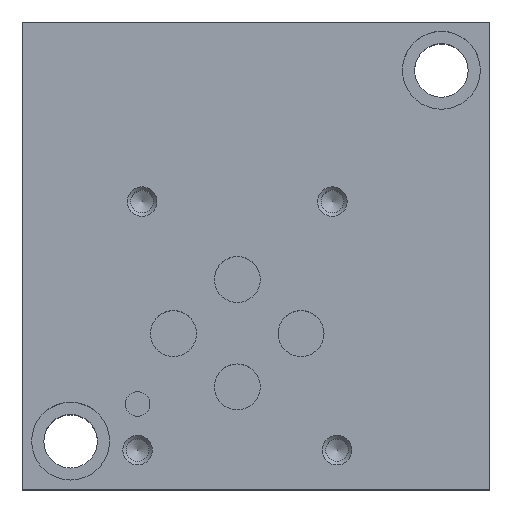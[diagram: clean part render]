
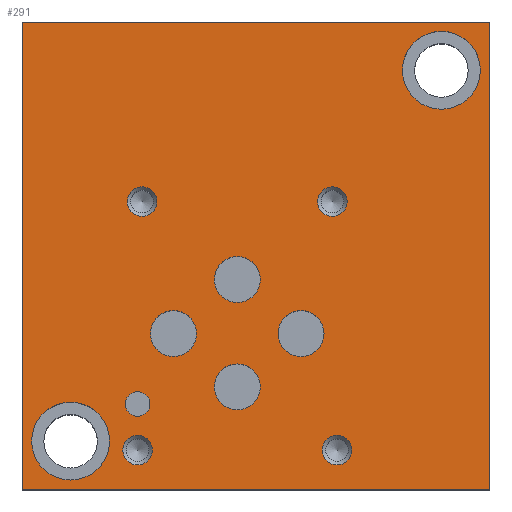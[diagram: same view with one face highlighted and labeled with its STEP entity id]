
A CAD part, top view. The second image highlights one B-rep face of the part: STEP entity #291.
In plain terms, the highlighted planar face has unit normal (0, 0, 1).
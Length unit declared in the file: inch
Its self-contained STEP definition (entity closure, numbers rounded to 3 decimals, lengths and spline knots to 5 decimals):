
#291 = ADVANCED_FACE( '', ( #809, #810, #811, #812, #813, #814, #815, #816, #817, #818, #819, #820 ), #821, .F. );
#809 = FACE_BOUND( '', #1628, .T. );
#810 = FACE_BOUND( '', #1629, .T. );
#811 = FACE_BOUND( '', #1630, .T. );
#812 = FACE_BOUND( '', #1631, .T. );
#813 = FACE_BOUND( '', #1632, .T. );
#814 = FACE_BOUND( '', #1633, .T. );
#815 = FACE_BOUND( '', #1634, .T. );
#816 = FACE_BOUND( '', #1635, .T. );
#817 = FACE_BOUND( '', #1636, .T. );
#818 = FACE_BOUND( '', #1637, .T. );
#819 = FACE_BOUND( '', #1638, .T. );
#820 = FACE_OUTER_BOUND( '', #1639, .T. );
#821 = PLANE( '', #1640 );
#1628 = EDGE_LOOP( '', ( #2509 ) );
#1629 = EDGE_LOOP( '', ( #2510 ) );
#1630 = EDGE_LOOP( '', ( #2511 ) );
#1631 = EDGE_LOOP( '', ( #2512 ) );
#1632 = EDGE_LOOP( '', ( #2513 ) );
#1633 = EDGE_LOOP( '', ( #2514 ) );
#1634 = EDGE_LOOP( '', ( #2515 ) );
#1635 = EDGE_LOOP( '', ( #2516 ) );
#1636 = EDGE_LOOP( '', ( #2517 ) );
#1637 = EDGE_LOOP( '', ( #2518 ) );
#1638 = EDGE_LOOP( '', ( #2519 ) );
#1639 = EDGE_LOOP( '', ( #2520, #2521, #2522, #2523 ) );
#1640 = AXIS2_PLACEMENT_3D( '', #2524, #2525, #2526 );
#2509 = ORIENTED_EDGE( '', *, *, #4546, .T. );
#2510 = ORIENTED_EDGE( '', *, *, #4547, .T. );
#2511 = ORIENTED_EDGE( '', *, *, #4548, .F. );
#2512 = ORIENTED_EDGE( '', *, *, #4549, .F. );
#2513 = ORIENTED_EDGE( '', *, *, #4550, .F. );
#2514 = ORIENTED_EDGE( '', *, *, #4551, .F. );
#2515 = ORIENTED_EDGE( '', *, *, #4552, .F. );
#2516 = ORIENTED_EDGE( '', *, *, #4553, .F. );
#2517 = ORIENTED_EDGE( '', *, *, #4554, .F. );
#2518 = ORIENTED_EDGE( '', *, *, #4555, .F. );
#2519 = ORIENTED_EDGE( '', *, *, #4556, .F. );
#2520 = ORIENTED_EDGE( '', *, *, #4557, .T. );
#2521 = ORIENTED_EDGE( '', *, *, #4558, .F. );
#2522 = ORIENTED_EDGE( '', *, *, #4559, .F. );
#2523 = ORIENTED_EDGE( '', *, *, #4560, .T. );
#2524 = CARTESIAN_POINT( '', ( 3., 3., 2.25 ) );
#2525 = DIRECTION( '', ( 0., 0., -1. ) );
#2526 = DIRECTION( '', ( -1., 0., 0. ) );
#4546 = EDGE_CURVE( '', #5407, #5407, #5408, .T. );
#4547 = EDGE_CURVE( '', #5409, #5409, #5410, .T. );
#4548 = EDGE_CURVE( '', #5411, #5411, #5412, .T. );
#4549 = EDGE_CURVE( '', #5413, #5413, #5414, .T. );
#4550 = EDGE_CURVE( '', #5415, #5415, #5416, .T. );
#4551 = EDGE_CURVE( '', #5417, #5417, #5418, .T. );
#4552 = EDGE_CURVE( '', #5419, #5419, #5420, .T. );
#4553 = EDGE_CURVE( '', #5421, #5421, #5422, .T. );
#4554 = EDGE_CURVE( '', #5423, #5423, #5424, .T. );
#4555 = EDGE_CURVE( '', #5425, #5425, #5426, .T. );
#4556 = EDGE_CURVE( '', #5427, #5427, #5428, .T. );
#4557 = EDGE_CURVE( '', #5429, #5430, #5431, .T. );
#4558 = EDGE_CURVE( '', #5432, #5430, #5433, .T. );
#4559 = EDGE_CURVE( '', #5434, #5432, #5435, .T. );
#4560 = EDGE_CURVE( '', #5434, #5429, #5436, .T. );
#5407 = VERTEX_POINT( '', #6635 );
#5408 = CIRCLE( '', #6636, 0.25 );
#5409 = VERTEX_POINT( '', #6637 );
#5410 = CIRCLE( '', #6638, 0.25 );
#5411 = VERTEX_POINT( '', #6639 );
#5412 = CIRCLE( '', #6640, 0.095 );
#5413 = VERTEX_POINT( '', #6641 );
#5414 = CIRCLE( '', #6642, 0.095 );
#5415 = VERTEX_POINT( '', #6643 );
#5416 = CIRCLE( '', #6644, 0.095 );
#5417 = VERTEX_POINT( '', #6645 );
#5418 = CIRCLE( '', #6646, 0.095 );
#5419 = VERTEX_POINT( '', #6647 );
#5420 = CIRCLE( '', #6648, 0.079 );
#5421 = VERTEX_POINT( '', #6649 );
#5422 = CIRCLE( '', #6650, 0.1475 );
#5423 = VERTEX_POINT( '', #6651 );
#5424 = CIRCLE( '', #6652, 0.1475 );
#5425 = VERTEX_POINT( '', #6653 );
#5426 = CIRCLE( '', #6654, 0.1475 );
#5427 = VERTEX_POINT( '', #6655 );
#5428 = CIRCLE( '', #6656, 0.1475 );
#5429 = VERTEX_POINT( '', #6657 );
#5430 = VERTEX_POINT( '', #6658 );
#5431 = LINE( '', #6659, #6660 );
#5432 = VERTEX_POINT( '', #6661 );
#5433 = LINE( '', #6662, #6663 );
#5434 = VERTEX_POINT( '', #6664 );
#5435 = LINE( '', #6665, #6666 );
#5436 = LINE( '', #6667, #6668 );
#6635 = CARTESIAN_POINT( '', ( 2.44, 2.69, 2.25 ) );
#6636 = AXIS2_PLACEMENT_3D( '', #8202, #8203, #8204 );
#6637 = CARTESIAN_POINT( '', ( 0.06, 0.31, 2.25 ) );
#6638 = AXIS2_PLACEMENT_3D( '', #8205, #8206, #8207 );
#6639 = CARTESIAN_POINT( '', ( 0.864, 1.847, 2.25 ) );
#6640 = AXIS2_PLACEMENT_3D( '', #8208, #8209, #8210 );
#6641 = CARTESIAN_POINT( '', ( 0.835, 0.252, 2.25 ) );
#6642 = AXIS2_PLACEMENT_3D( '', #8211, #8212, #8213 );
#6643 = CARTESIAN_POINT( '', ( 2.115, 0.252, 2.25 ) );
#6644 = AXIS2_PLACEMENT_3D( '', #8214, #8215, #8216 );
#6645 = CARTESIAN_POINT( '', ( 2.085, 1.847, 2.25 ) );
#6646 = AXIS2_PLACEMENT_3D( '', #8217, #8218, #8219 );
#6647 = CARTESIAN_POINT( '', ( 0.819, 0.548, 2.25 ) );
#6648 = AXIS2_PLACEMENT_3D( '', #8220, #8221, #8222 );
#6649 = CARTESIAN_POINT( '', ( 1.5275, 0.658, 2.25 ) );
#6650 = AXIS2_PLACEMENT_3D( '', #8223, #8224, #8225 );
#6651 = CARTESIAN_POINT( '', ( 1.5275, 1.347, 2.25 ) );
#6652 = AXIS2_PLACEMENT_3D( '', #8226, #8227, #8228 );
#6653 = CARTESIAN_POINT( '', ( 1.9365, 1., 2.25 ) );
#6654 = AXIS2_PLACEMENT_3D( '', #8229, #8230, #8231 );
#6655 = CARTESIAN_POINT( '', ( 1.1175, 1., 2.25 ) );
#6656 = AXIS2_PLACEMENT_3D( '', #8232, #8233, #8234 );
#6657 = CARTESIAN_POINT( '', ( 0., 3., 2.25 ) );
#6658 = CARTESIAN_POINT( '', ( 0., 0., 2.25 ) );
#6659 = CARTESIAN_POINT( '', ( 0., 3., 2.25 ) );
#6660 = VECTOR( '', #8235, 39.37008 );
#6661 = CARTESIAN_POINT( '', ( 3., 0., 2.25 ) );
#6662 = CARTESIAN_POINT( '', ( 3., 0., 2.25 ) );
#6663 = VECTOR( '', #8236, 39.37008 );
#6664 = CARTESIAN_POINT( '', ( 3., 3., 2.25 ) );
#6665 = CARTESIAN_POINT( '', ( 3., 3., 2.25 ) );
#6666 = VECTOR( '', #8237, 39.37008 );
#6667 = CARTESIAN_POINT( '', ( 3., 3., 2.25 ) );
#6668 = VECTOR( '', #8238, 39.37008 );
#8202 = CARTESIAN_POINT( '', ( 2.69, 2.69, 2.25 ) );
#8203 = DIRECTION( '', ( 0., 0., -1. ) );
#8204 = DIRECTION( '', ( -1., 0., 0. ) );
#8205 = CARTESIAN_POINT( '', ( 0.31, 0.31, 2.25 ) );
#8206 = DIRECTION( '', ( 0., 0., -1. ) );
#8207 = DIRECTION( '', ( -1., 0., 0. ) );
#8208 = CARTESIAN_POINT( '', ( 0.769, 1.847, 2.25 ) );
#8209 = DIRECTION( '', ( 0., 0., 1. ) );
#8210 = DIRECTION( '', ( 1., 0., 0. ) );
#8211 = CARTESIAN_POINT( '', ( 0.74, 0.252, 2.25 ) );
#8212 = DIRECTION( '', ( 0., 0., 1. ) );
#8213 = DIRECTION( '', ( 1., 0., 0. ) );
#8214 = CARTESIAN_POINT( '', ( 2.02, 0.252, 2.25 ) );
#8215 = DIRECTION( '', ( 0., 0., 1. ) );
#8216 = DIRECTION( '', ( 1., 0., 0. ) );
#8217 = CARTESIAN_POINT( '', ( 1.99, 1.847, 2.25 ) );
#8218 = DIRECTION( '', ( 0., 0., 1. ) );
#8219 = DIRECTION( '', ( 1., 0., 0. ) );
#8220 = CARTESIAN_POINT( '', ( 0.74, 0.548, 2.25 ) );
#8221 = DIRECTION( '', ( 0., 0., 1. ) );
#8222 = DIRECTION( '', ( 1., 0., 0. ) );
#8223 = CARTESIAN_POINT( '', ( 1.38, 0.658, 2.25 ) );
#8224 = DIRECTION( '', ( 0., 0., 1. ) );
#8225 = DIRECTION( '', ( 1., 0., 0. ) );
#8226 = CARTESIAN_POINT( '', ( 1.38, 1.347, 2.25 ) );
#8227 = DIRECTION( '', ( 0., 0., 1. ) );
#8228 = DIRECTION( '', ( 1., 0., 0. ) );
#8229 = CARTESIAN_POINT( '', ( 1.789, 1., 2.25 ) );
#8230 = DIRECTION( '', ( 0., 0., 1. ) );
#8231 = DIRECTION( '', ( 1., 0., 0. ) );
#8232 = CARTESIAN_POINT( '', ( 0.97, 1., 2.25 ) );
#8233 = DIRECTION( '', ( 0., 0., 1. ) );
#8234 = DIRECTION( '', ( 1., 0., 0. ) );
#8235 = DIRECTION( '', ( 0., -1., 0. ) );
#8236 = DIRECTION( '', ( -1., 0., 0. ) );
#8237 = DIRECTION( '', ( 0., -1., 0. ) );
#8238 = DIRECTION( '', ( -1., 0., 0. ) );
